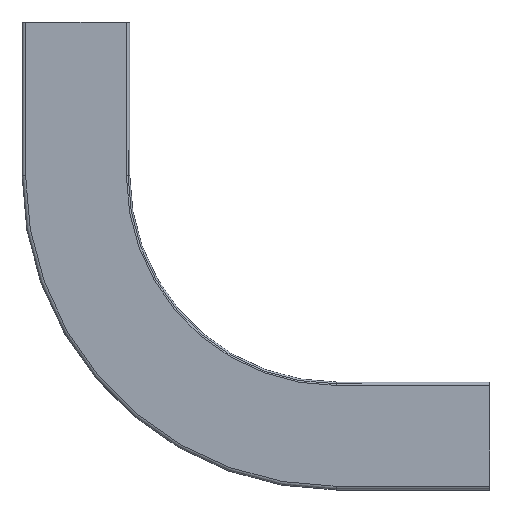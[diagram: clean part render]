
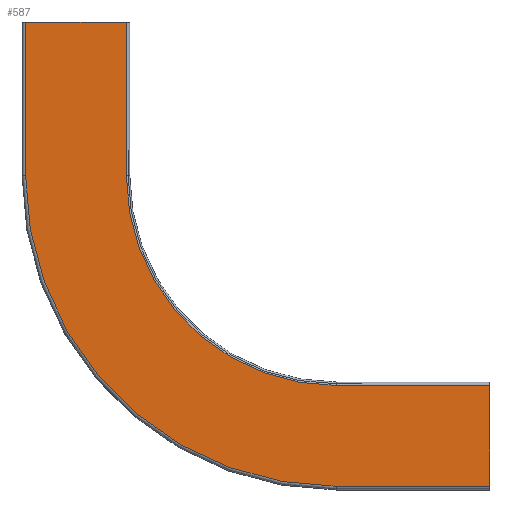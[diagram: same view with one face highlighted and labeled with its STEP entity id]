
A CAD part, top view. The second image highlights one B-rep face of the part: STEP entity #587.
In plain terms, the highlighted face is planar.
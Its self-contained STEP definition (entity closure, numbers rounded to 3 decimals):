
#5=DIRECTION('',(-1.,0.,0.));
#6=VECTOR('',#5,90.);
#7=CARTESIAN_POINT('',(0.,60.,0.));
#8=LINE('',#7,#6);
#55=DIRECTION('',(1.,0.,0.));
#56=VECTOR('',#55,59.);
#57=CARTESIAN_POINT('',(-271.75,272.75,0.));
#58=LINE('',#57,#56);
#59=CARTESIAN_POINT('',(-90.,182.75,0.));
#60=DIRECTION('',(0.,0.,-1.));
#61=DIRECTION('',(0.,-1.,0.));
#62=AXIS2_PLACEMENT_3D('',#59,#60,#61);
#64=DIRECTION('',(0.,-1.,0.));
#65=VECTOR('',#64,59.);
#66=CARTESIAN_POINT('',(0.,60.,0.));
#67=LINE('',#66,#65);
#68=CARTESIAN_POINT('',(-90.,182.75,0.));
#69=DIRECTION('',(0.,0.,1.));
#70=DIRECTION('',(-1.,0.,0.));
#71=AXIS2_PLACEMENT_3D('',#68,#69,#70);
#77=DIRECTION('',(0.,1.,0.));
#78=VECTOR('',#77,90.);
#79=CARTESIAN_POINT('',(-212.75,182.75,0.));
#80=LINE('',#79,#78);
#317=DIRECTION('',(1.,0.,0.));
#318=VECTOR('',#317,90.);
#319=CARTESIAN_POINT('',(-90.,1.,0.));
#320=LINE('',#319,#318);
#354=DIRECTION('',(0.,-1.,0.));
#355=VECTOR('',#354,90.);
#356=CARTESIAN_POINT('',(-271.75,272.75,0.));
#357=LINE('',#356,#355);
#386=CARTESIAN_POINT('',(-271.75,272.75,0.));
#388=VERTEX_POINT('',#386);
#394=CARTESIAN_POINT('',(-212.75,272.75,0.));
#396=VERTEX_POINT('',#394);
#413=CARTESIAN_POINT('',(-90.,1.,0.));
#414=CARTESIAN_POINT('',(0.,1.,0.));
#415=VERTEX_POINT('',#413);
#416=VERTEX_POINT('',#414);
#427=CARTESIAN_POINT('',(-212.75,182.75,0.));
#428=VERTEX_POINT('',#427);
#429=CARTESIAN_POINT('',(0.,60.,0.));
#430=CARTESIAN_POINT('',(-90.,60.,0.));
#431=VERTEX_POINT('',#429);
#432=VERTEX_POINT('',#430);
#449=CARTESIAN_POINT('',(-271.75,182.75,0.));
#450=VERTEX_POINT('',#449);
#566=CARTESIAN_POINT('',(-90.,182.75,0.));
#567=DIRECTION('',(0.,0.,-1.));
#568=DIRECTION('',(-1.,0.,0.));
#569=AXIS2_PLACEMENT_3D('',#566,#567,#568);
#570=PLANE('',#569);
#572=ORIENTED_EDGE('',*,*,#571,.T.);
#574=ORIENTED_EDGE('',*,*,#573,.F.);
#576=ORIENTED_EDGE('',*,*,#575,.T.);
#578=ORIENTED_EDGE('',*,*,#577,.F.);
#580=ORIENTED_EDGE('',*,*,#579,.T.);
#581=ORIENTED_EDGE('',*,*,#556,.F.);
#582=ORIENTED_EDGE('',*,*,#486,.T.);
#584=ORIENTED_EDGE('',*,*,#583,.F.);
#585=EDGE_LOOP('',(#572,#574,#576,#578,#580,#581,#582,#584));
#586=FACE_OUTER_BOUND('',#585,.F.);
#587=ADVANCED_FACE('',(#586),#570,.T.);
#63=CIRCLE('',#62,181.75);
#72=CIRCLE('',#71,122.75);
#486=EDGE_CURVE('',#431,#432,#8,.T.);
#556=EDGE_CURVE('',#431,#416,#67,.T.);
#571=EDGE_CURVE('',#428,#396,#80,.T.);
#573=EDGE_CURVE('',#388,#396,#58,.T.);
#575=EDGE_CURVE('',#388,#450,#357,.T.);
#577=EDGE_CURVE('',#415,#450,#63,.T.);
#579=EDGE_CURVE('',#415,#416,#320,.T.);
#583=EDGE_CURVE('',#428,#432,#72,.T.);
